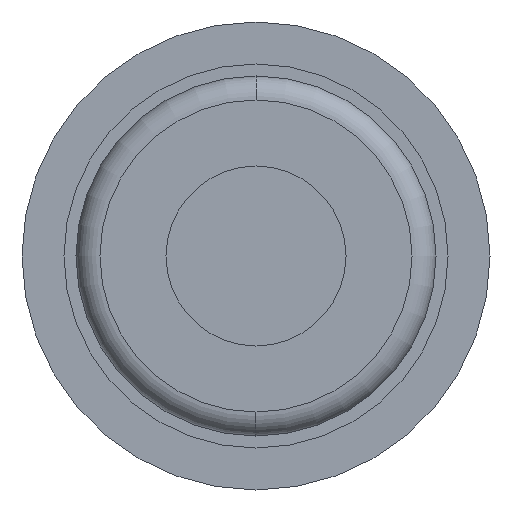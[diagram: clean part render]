
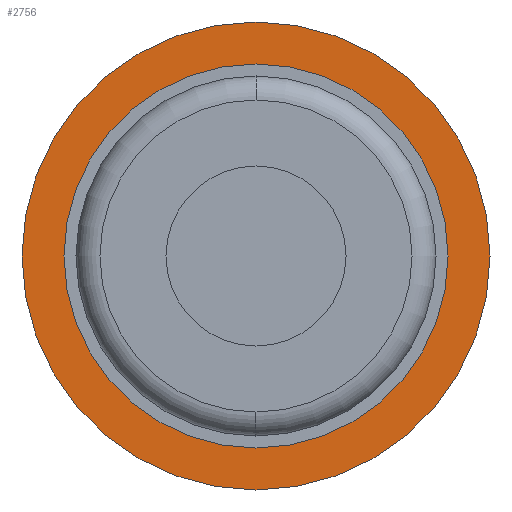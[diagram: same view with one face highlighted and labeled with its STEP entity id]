
A CAD part, front view. The second image highlights one B-rep face of the part: STEP entity #2756.
In plain terms, the highlighted planar face has unit normal (0, -1, 0).
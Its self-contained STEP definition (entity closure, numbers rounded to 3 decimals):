
#16 = AXIS2_PLACEMENT_3D ( 'NONE', #2447, #2008, #2988 ) ;
#164 = AXIS2_PLACEMENT_3D ( 'NONE', #1757, #2719, #2485 ) ;
#166 = EDGE_LOOP ( 'NONE', ( #1899, #666 ) ) ;
#272 = CIRCLE ( 'NONE', #1335, 19.5 ) ;
#289 = EDGE_CURVE ( 'NONE', #2770, #1110, #1985, .T. ) ;
#350 = CARTESIAN_POINT ( 'NONE',  ( 0., 0., 0. ) ) ;
#372 = EDGE_LOOP ( 'NONE', ( #455, #2990 ) ) ;
#455 = ORIENTED_EDGE ( 'NONE', *, *, #289, .F. ) ;
#493 = FACE_OUTER_BOUND ( 'NONE', #166, .T. ) ;
#529 = EDGE_CURVE ( 'NONE', #1118, #1151, #272, .T. ) ;
#666 = ORIENTED_EDGE ( 'NONE', *, *, #1382, .T. ) ;
#847 = DIRECTION ( 'NONE',  ( 0., 0., -1. ) ) ;
#862 = DIRECTION ( 'NONE',  ( 0., -1., 0. ) ) ;
#1026 = CARTESIAN_POINT ( 'NONE',  ( 0., 0., -19.5 ) ) ;
#1110 = VERTEX_POINT ( 'NONE', #1743 ) ;
#1118 = VERTEX_POINT ( 'NONE', #1955 ) ;
#1151 = VERTEX_POINT ( 'NONE', #1026 ) ;
#1333 = CARTESIAN_POINT ( 'NONE',  ( 0., 0., 0. ) ) ;
#1335 = AXIS2_PLACEMENT_3D ( 'NONE', #350, #2083, #3017 ) ;
#1354 = AXIS2_PLACEMENT_3D ( 'NONE', #1333, #862, #847 ) ;
#1382 = EDGE_CURVE ( 'NONE', #1151, #1118, #2501, .T. ) ;
#1466 = FACE_BOUND ( 'NONE', #372, .T. ) ;
#1743 = CARTESIAN_POINT ( 'NONE',  ( 0., 0., -16. ) ) ;
#1757 = CARTESIAN_POINT ( 'NONE',  ( 0., 0., 0. ) ) ;
#1899 = ORIENTED_EDGE ( 'NONE', *, *, #529, .T. ) ;
#1916 = CARTESIAN_POINT ( 'NONE',  ( -19.862, 0., -19.5 ) ) ;
#1950 = CARTESIAN_POINT ( 'NONE',  ( 0., 0., 16. ) ) ;
#1955 = CARTESIAN_POINT ( 'NONE',  ( 0., 0., 19.5 ) ) ;
#1985 = CIRCLE ( 'NONE', #16, 16. ) ;
#2008 = DIRECTION ( 'NONE',  ( 0., -1., 0. ) ) ;
#2083 = DIRECTION ( 'NONE',  ( 0., -1., 0. ) ) ;
#2376 = PLANE ( 'NONE',  #2584 ) ;
#2420 = CIRCLE ( 'NONE', #1354, 16. ) ;
#2447 = CARTESIAN_POINT ( 'NONE',  ( 0., 0., 0. ) ) ;
#2485 = DIRECTION ( 'NONE',  ( 0., 0., 1. ) ) ;
#2501 = CIRCLE ( 'NONE', #164, 19.5 ) ;
#2584 = AXIS2_PLACEMENT_3D ( 'NONE', #1916, #2665, #3113 ) ;
#2665 = DIRECTION ( 'NONE',  ( 0., -1., 0. ) ) ;
#2719 = DIRECTION ( 'NONE',  ( 0., -1., 0. ) ) ;
#2756 = ADVANCED_FACE ( 'NONE', ( #493, #1466 ), #2376, .T. ) ;
#2770 = VERTEX_POINT ( 'NONE', #1950 ) ;
#2988 = DIRECTION ( 'NONE',  ( 0., 0., -1. ) ) ;
#2990 = ORIENTED_EDGE ( 'NONE', *, *, #3069, .F. ) ;
#3017 = DIRECTION ( 'NONE',  ( 0., 0., 1. ) ) ;
#3069 = EDGE_CURVE ( 'NONE', #1110, #2770, #2420, .T. ) ;
#3113 = DIRECTION ( 'NONE',  ( 1., 0., 0. ) ) ;
